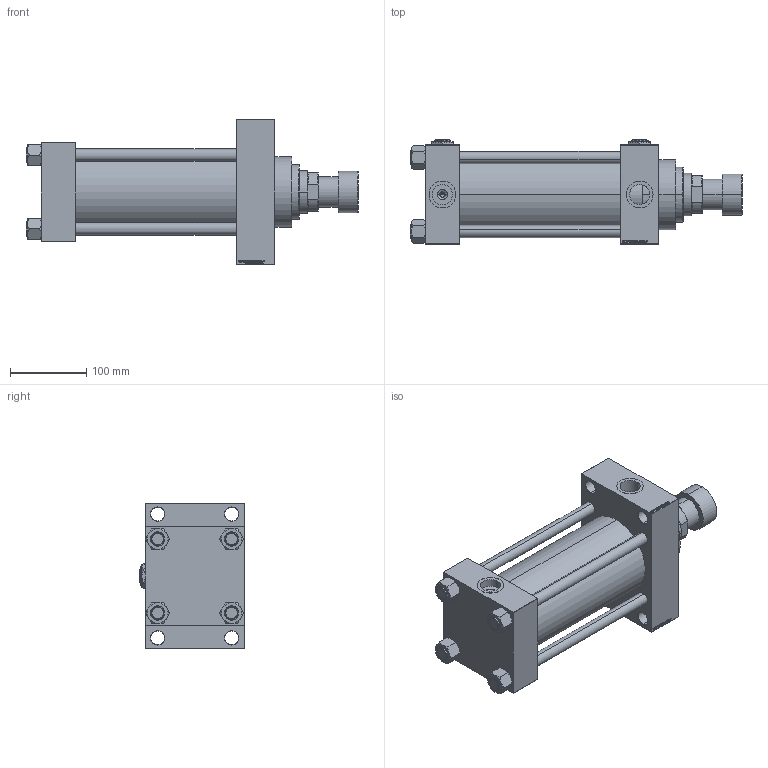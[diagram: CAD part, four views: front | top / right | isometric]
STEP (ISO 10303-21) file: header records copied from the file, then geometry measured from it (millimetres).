
FILE_DESCRIPTION (( 'STEP AP203' ), '1' );
FILE_NAME ('bd48.STEP', '2024-01-05T09:22:20', ( '' ), ( '' ), 'SwSTEP 2.0', 'SolidWorks 2019', '' );
FILE_SCHEMA (( 'CONFIG_CONTROL_DESIGN' ));
Length unit declared in the file: millimetre
Products named in the file (8): V215CR_D_TYCINKA 98b54ff8e3becf0a5da3b76cbdb773f7; V215_VC_A 98b54ff8e3becf0a5da3b76cbdb773f7; V215CR_VCP_D 98b54ff8e3becf0a5da3b76cbdb773f7; V215CR_D_Body 98b54ff8e3becf0a5da3b76cbdb773f7; bd48; V215CR_ROD_END_F 98b54ff8e3becf0a5da3b76cbdb773f7; Zatka_pro_OIL_PORT 98b54ff8e3becf0a5da3b76cbdb773f7; NUT_M5_D 98b54ff8e3becf0a5da3b76cbdb773f7
Assembly tree (14 placements, depth 2):
  bd48
    V215CR_D_Body 98b54ff8e3becf0a5da3b76cbdb773f7
    V215CR_VCP_D 98b54ff8e3becf0a5da3b76cbdb773f7
    NUT_M5_D 98b54ff8e3becf0a5da3b76cbdb773f7  x4
    V215CR_D_TYCINKA 98b54ff8e3becf0a5da3b76cbdb773f7  x4
    V215_VC_A 98b54ff8e3becf0a5da3b76cbdb773f7
    V215CR_ROD_END_F 98b54ff8e3becf0a5da3b76cbdb773f7
    Zatka_pro_OIL_PORT 98b54ff8e3becf0a5da3b76cbdb773f7  x2
Bounding box: 435 x 137 x 190 mm (x, y, z)
Volume: 3299316.6 mm3; surface area: 525205.2 mm2
Topology: 14 solids, 14 shells, 1266 faces, 3172 edges, 2052 vertices
Faces by surface type: plane 597, bspline 368, cone 186, cylinder 103, torus 12
Entity records: 50348 total; most frequent: CARTESIAN_POINT 25974, ORIENTED_EDGE 5416, DIRECTION 3604, EDGE_CURVE 2708, VERTEX_POINT 1772, LINE 1576, VECTOR 1576, EDGE_LOOP 1208
